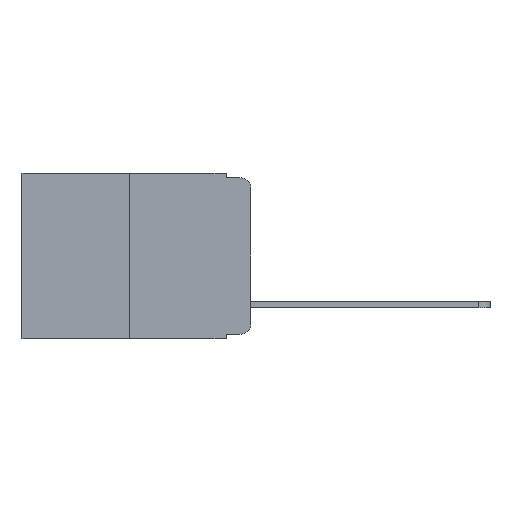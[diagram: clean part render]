
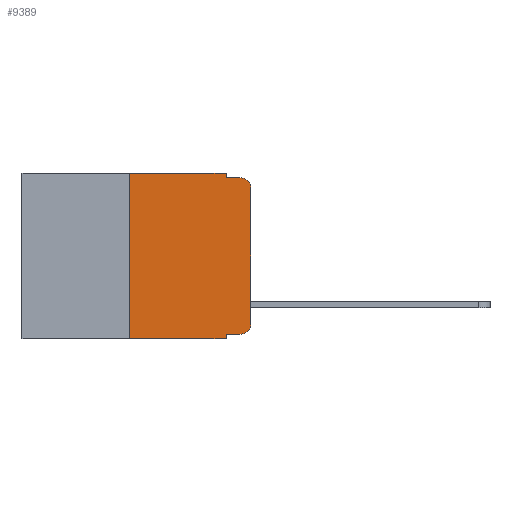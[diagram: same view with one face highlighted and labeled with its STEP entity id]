
A CAD part, left-side view. The second image highlights one B-rep face of the part: STEP entity #9389.
In plain terms, the highlighted planar face has unit normal (-1, 0, 0).
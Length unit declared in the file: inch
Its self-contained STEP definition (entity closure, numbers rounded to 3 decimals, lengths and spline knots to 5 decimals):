
#392 = ORIENTED_EDGE ( 'NONE', *, *, #6539, .T. ) ;
#813 = CARTESIAN_POINT ( 'NONE',  ( 0., 0.473, -0.343 ) ) ;
#891 = DIRECTION ( 'NONE',  ( 0., -1., 0. ) ) ;
#964 = LINE ( 'NONE', #2637, #15009 ) ;
#1445 = DIRECTION ( 'NONE',  ( 0., 0., 1. ) ) ;
#1546 = CARTESIAN_POINT ( 'NONE',  ( 0., 0.02, -0.01 ) ) ;
#1556 = ORIENTED_EDGE ( 'NONE', *, *, #15290, .F. ) ;
#1605 = LINE ( 'NONE', #20566, #13403 ) ;
#1646 = CIRCLE ( 'NONE', #6952, 0.02 ) ;
#1951 = ORIENTED_EDGE ( 'NONE', *, *, #5915, .F. ) ;
#2118 = LINE ( 'NONE', #21010, #5213 ) ;
#2354 = AXIS2_PLACEMENT_3D ( 'NONE', #7821, #22128, #11460 ) ;
#2637 = CARTESIAN_POINT ( 'NONE',  ( 0., 0.051, 0. ) ) ;
#3235 = CIRCLE ( 'NONE', #2354, 0.02 ) ;
#3310 = CARTESIAN_POINT ( 'NONE',  ( 0., 0.051, -0.343 ) ) ;
#3400 = DIRECTION ( 'NONE',  ( -1., 0., 0. ) ) ;
#3788 = VERTEX_POINT ( 'NONE', #8248 ) ;
#4246 = LINE ( 'NONE', #5706, #12977 ) ;
#4469 = EDGE_CURVE ( 'NONE', #10959, #21199, #1646, .T. ) ;
#5165 = LINE ( 'NONE', #15463, #14133 ) ;
#5213 = VECTOR ( 'NONE', #20935, 39.37008 ) ;
#5706 = CARTESIAN_POINT ( 'NONE',  ( 0., 0.051, 0. ) ) ;
#5915 = EDGE_CURVE ( 'NONE', #21479, #6640, #2118, .T. ) ;
#6007 = ORIENTED_EDGE ( 'NONE', *, *, #20492, .T. ) ;
#6448 = ORIENTED_EDGE ( 'NONE', *, *, #13065, .F. ) ;
#6539 = EDGE_CURVE ( 'NONE', #21199, #19101, #5165, .T. ) ;
#6640 = VERTEX_POINT ( 'NONE', #1546 ) ;
#6952 = AXIS2_PLACEMENT_3D ( 'NONE', #23107, #3400, #12439 ) ;
#6984 = LINE ( 'NONE', #21324, #19297 ) ;
#7322 = AXIS2_PLACEMENT_3D ( 'NONE', #20441, #11631, #15364 ) ;
#7549 = EDGE_CURVE ( 'NONE', #19233, #10937, #9403, .T. ) ;
#7821 = CARTESIAN_POINT ( 'NONE',  ( 0., 0.02, -0.03 ) ) ;
#8248 = CARTESIAN_POINT ( 'NONE',  ( 0., 0.051, 0. ) ) ;
#9294 = EDGE_CURVE ( 'NONE', #3788, #21479, #4246, .T. ) ;
#9389 = ADVANCED_FACE ( 'NONE', ( #22436 ), #22299, .F. ) ;
#9403 = LINE ( 'NONE', #813, #13875 ) ;
#10619 = VERTEX_POINT ( 'NONE', #20562 ) ;
#10937 = VERTEX_POINT ( 'NONE', #3310 ) ;
#10959 = VERTEX_POINT ( 'NONE', #19949 ) ;
#11460 = DIRECTION ( 'NONE',  ( 0., 0., -1. ) ) ;
#11631 = DIRECTION ( 'NONE',  ( 1., 0., 0. ) ) ;
#11747 = VERTEX_POINT ( 'NONE', #15841 ) ;
#12439 = DIRECTION ( 'NONE',  ( 0., 0., -1. ) ) ;
#12762 = CARTESIAN_POINT ( 'NONE',  ( 0., 0.051, -0.333 ) ) ;
#12977 = VECTOR ( 'NONE', #18477, 39.37008 ) ;
#13065 = EDGE_CURVE ( 'NONE', #19233, #11747, #1605, .T. ) ;
#13215 = ORIENTED_EDGE ( 'NONE', *, *, #15810, .T. ) ;
#13403 = VECTOR ( 'NONE', #1445, 39.37008 ) ;
#13419 = ORIENTED_EDGE ( 'NONE', *, *, #4469, .T. ) ;
#13604 = VECTOR ( 'NONE', #20007, 39.37008 ) ;
#13875 = VECTOR ( 'NONE', #891, 39.37008 ) ;
#14133 = VECTOR ( 'NONE', #17390, 39.37008 ) ;
#14138 = CARTESIAN_POINT ( 'NONE',  ( 0., 0., -0.03 ) ) ;
#15009 = VECTOR ( 'NONE', #15348, 39.37008 ) ;
#15241 = CARTESIAN_POINT ( 'NONE',  ( 0., 0., -0.313 ) ) ;
#15290 = EDGE_CURVE ( 'NONE', #10619, #10937, #964, .T. ) ;
#15348 = DIRECTION ( 'NONE',  ( 0., 0., -1. ) ) ;
#15364 = DIRECTION ( 'NONE',  ( 0., 0., -1. ) ) ;
#15463 = CARTESIAN_POINT ( 'NONE',  ( 0., 0., 0. ) ) ;
#15585 = EDGE_LOOP ( 'NONE', ( #392, #6007, #1951, #17795, #22441, #6448, #22489, #1556, #13215, #13419 ) ) ;
#15810 = EDGE_CURVE ( 'NONE', #10619, #10959, #18345, .T. ) ;
#15841 = CARTESIAN_POINT ( 'NONE',  ( 0., 0.25, 0. ) ) ;
#16165 = CARTESIAN_POINT ( 'NONE',  ( 0., 0.051, -0.01 ) ) ;
#17390 = DIRECTION ( 'NONE',  ( 0., 0., 1. ) ) ;
#17795 = ORIENTED_EDGE ( 'NONE', *, *, #9294, .F. ) ;
#18345 = LINE ( 'NONE', #12762, #13604 ) ;
#18477 = DIRECTION ( 'NONE',  ( 0., 0., -1. ) ) ;
#18983 = EDGE_CURVE ( 'NONE', #11747, #3788, #6984, .T. ) ;
#19101 = VERTEX_POINT ( 'NONE', #14138 ) ;
#19233 = VERTEX_POINT ( 'NONE', #21789 ) ;
#19297 = VECTOR ( 'NONE', #19542, 39.37008 ) ;
#19542 = DIRECTION ( 'NONE',  ( 0., -1., 0. ) ) ;
#19949 = CARTESIAN_POINT ( 'NONE',  ( 0., 0.02, -0.333 ) ) ;
#20007 = DIRECTION ( 'NONE',  ( 0., -1., 0. ) ) ;
#20441 = CARTESIAN_POINT ( 'NONE',  ( 0., 0.473, 0. ) ) ;
#20492 = EDGE_CURVE ( 'NONE', #19101, #6640, #3235, .T. ) ;
#20562 = CARTESIAN_POINT ( 'NONE',  ( 0., 0.051, -0.333 ) ) ;
#20566 = CARTESIAN_POINT ( 'NONE',  ( 0., 0.25, 0. ) ) ;
#20935 = DIRECTION ( 'NONE',  ( 0., -1., 0. ) ) ;
#21010 = CARTESIAN_POINT ( 'NONE',  ( 0., 0.051, -0.01 ) ) ;
#21199 = VERTEX_POINT ( 'NONE', #15241 ) ;
#21324 = CARTESIAN_POINT ( 'NONE',  ( 0., 0.473, 0. ) ) ;
#21479 = VERTEX_POINT ( 'NONE', #16165 ) ;
#21789 = CARTESIAN_POINT ( 'NONE',  ( 0., 0.25, -0.343 ) ) ;
#22128 = DIRECTION ( 'NONE',  ( -1., 0., 0. ) ) ;
#22299 = PLANE ( 'NONE',  #7322 ) ;
#22436 = FACE_OUTER_BOUND ( 'NONE', #15585, .T. ) ;
#22441 = ORIENTED_EDGE ( 'NONE', *, *, #18983, .F. ) ;
#22489 = ORIENTED_EDGE ( 'NONE', *, *, #7549, .T. ) ;
#23107 = CARTESIAN_POINT ( 'NONE',  ( 0., 0.02, -0.313 ) ) ;
